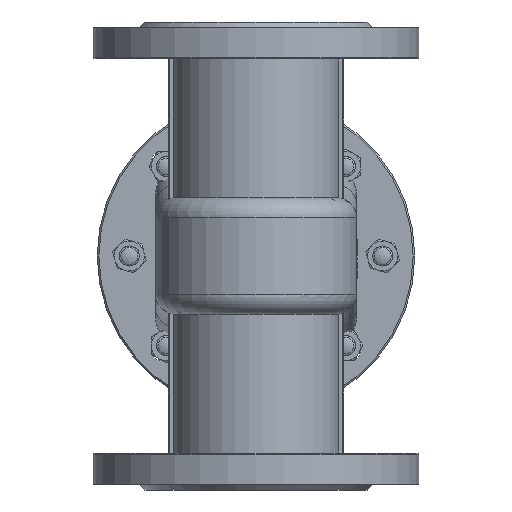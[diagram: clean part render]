
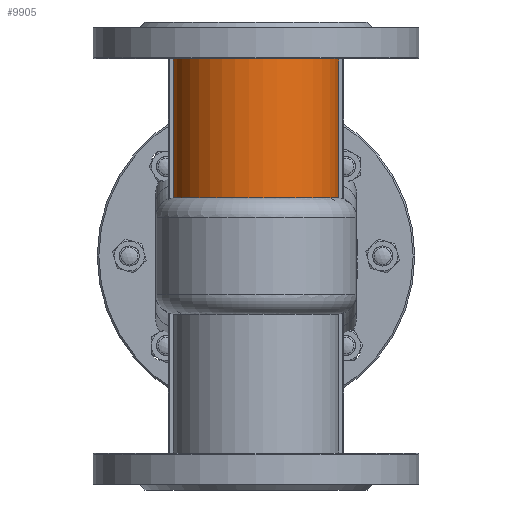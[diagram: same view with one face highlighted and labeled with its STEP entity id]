
A CAD part, front view. The second image highlights one B-rep face of the part: STEP entity #9905.
In plain terms, the highlighted cylindrical face has radius 50 mm (diameter 100 mm), a partial arc.
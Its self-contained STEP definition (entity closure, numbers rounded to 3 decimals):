
#1113=LINE('',#18866,#1732);
#1115=LINE('',#18870,#1734);
#1143=LINE('',#18999,#1762);
#1145=LINE('',#19001,#1764);
#1157=LINE('',#19052,#1776);
#1158=LINE('',#19054,#1777);
#1732=VECTOR('',#13238,10.);
#1734=VECTOR('',#13240,10.);
#1762=VECTOR('',#13336,10.);
#1764=VECTOR('',#13338,10.);
#1776=VECTOR('',#13404,10.);
#1777=VECTOR('',#13407,10.);
#2010=CYLINDRICAL_SURFACE('',#10975,50.);
#2473=FACE_OUTER_BOUND('',#3093,.T.);
#3093=EDGE_LOOP('',(#8435,#8436,#8437,#8438,#8439,#8440,#8441,#8442));
#3820=CIRCLE('',#10934,50.);
#3835=CIRCLE('',#10969,50.);
#4612=VERTEX_POINT('',#18858);
#4613=VERTEX_POINT('',#18865);
#4614=VERTEX_POINT('',#18867);
#4615=VERTEX_POINT('',#18869);
#4629=VERTEX_POINT('',#18956);
#4634=VERTEX_POINT('',#18978);
#4638=VERTEX_POINT('',#18996);
#4639=VERTEX_POINT('',#18998);
#5864=EDGE_CURVE('',#4613,#4612,#1113,.T.);
#5866=EDGE_CURVE('',#4615,#4614,#1115,.T.);
#5897=EDGE_CURVE('',#4629,#4612,#3820,.T.);
#5913=EDGE_CURVE('',#4638,#4639,#1143,.T.);
#5915=EDGE_CURVE('',#4634,#4629,#1145,.T.);
#5934=EDGE_CURVE('',#4638,#4615,#3835,.T.);
#5940=EDGE_CURVE('',#4639,#4634,#1157,.T.);
#5941=EDGE_CURVE('',#4614,#4613,#1158,.T.);
#8435=ORIENTED_EDGE('',*,*,#5864,.T.);
#8436=ORIENTED_EDGE('',*,*,#5897,.F.);
#8437=ORIENTED_EDGE('',*,*,#5915,.F.);
#8438=ORIENTED_EDGE('',*,*,#5940,.F.);
#8439=ORIENTED_EDGE('',*,*,#5913,.F.);
#8440=ORIENTED_EDGE('',*,*,#5934,.T.);
#8441=ORIENTED_EDGE('',*,*,#5866,.T.);
#8442=ORIENTED_EDGE('',*,*,#5941,.T.);
#9905=ADVANCED_FACE('',(#2473),#2010,.T.);
#10934=AXIS2_PLACEMENT_3D('',#18963,#13296,#13297);
#10969=AXIS2_PLACEMENT_3D('',#19041,#13388,#13389);
#10975=AXIS2_PLACEMENT_3D('',#19053,#13405,#13406);
#13238=DIRECTION('',(0.,0.,-1.));
#13240=DIRECTION('',(0.,0.,-1.));
#13296=DIRECTION('center_axis',(0.,0.,-1.));
#13297=DIRECTION('ref_axis',(1.,0.,0.));
#13336=DIRECTION('',(0.,0.,-1.));
#13338=DIRECTION('',(0.,0.,-1.));
#13388=DIRECTION('center_axis',(0.,0.,-1.));
#13389=DIRECTION('ref_axis',(1.,0.,0.));
#13404=DIRECTION('',(0.,0.,-1.));
#13405=DIRECTION('center_axis',(0.,0.,1.));
#13406=DIRECTION('ref_axis',(1.,0.,0.));
#13407=DIRECTION('',(0.,0.,-1.));
#18858=CARTESIAN_POINT('',(-49.434,-7.5,139.832));
#18865=CARTESIAN_POINT('',(-49.434,-7.5,140.));
#18866=CARTESIAN_POINT('',(-49.434,-7.5,188.));
#18867=CARTESIAN_POINT('',(-49.434,-7.5,221.));
#18869=CARTESIAN_POINT('',(-49.434,-7.5,223.));
#18870=CARTESIAN_POINT('',(-49.434,-7.5,188.));
#18956=CARTESIAN_POINT('',(49.434,-7.5,139.832));
#18963=CARTESIAN_POINT('Origin',(0.,0.,139.832));
#18978=CARTESIAN_POINT('',(49.434,-7.5,140.));
#18996=CARTESIAN_POINT('',(49.434,-7.5,223.));
#18998=CARTESIAN_POINT('',(49.434,-7.5,221.));
#18999=CARTESIAN_POINT('',(49.434,-7.5,188.));
#19001=CARTESIAN_POINT('',(49.434,-7.5,188.));
#19041=CARTESIAN_POINT('Origin',(0.,0.,223.));
#19052=CARTESIAN_POINT('',(49.434,-7.5,188.));
#19053=CARTESIAN_POINT('Origin',(0.,0.,188.));
#19054=CARTESIAN_POINT('',(-49.434,-7.5,188.));
